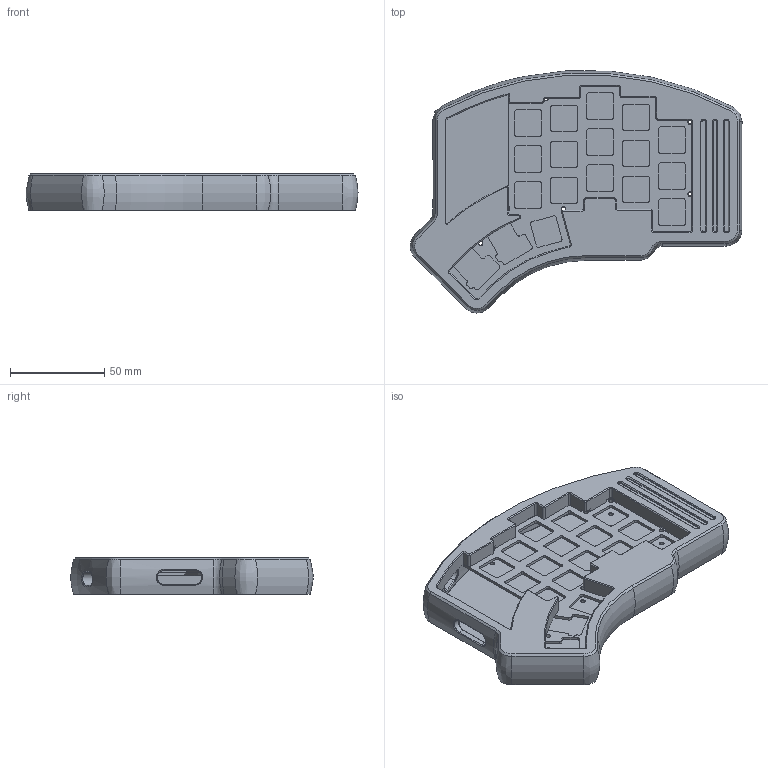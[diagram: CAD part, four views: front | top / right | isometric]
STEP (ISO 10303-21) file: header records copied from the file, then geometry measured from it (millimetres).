
FILE_DESCRIPTION(/* description */ (''),/* implementation_level */ '2;1');
FILE_NAME(/* name */ '36keys v40.step',/* time_stamp */ '2021-05-24T22:31:54+02:00',/* author */ (''),/* organization */ (''),/* preprocessor_version */ 'ST-DEVELOPER v18.1',/* originating_system */ 'Autodesk Translation Framework v10.6.0.1341',/* authorisation */ '');
FILE_SCHEMA (('AUTOMOTIVE_DESIGN { 1 0 10303 214 3 1 1 }'));
Length unit declared in the file: millimetre
Products named in the file (1): 36keys
Bounding box: 175.72 x 128.21 x 19.5 mm (x, y, z)
Volume: 134576.4 mm3; surface area: 74882.8 mm2
Topology: 3 solids, 3 shells, 775 faces, 2081 edges, 1314 vertices
Faces by surface type: cylinder 310, plane 300, cone 140, bspline 20, torus 5
Full cylindrical faces by diameter (mm): 1.623 x3, 2.1 x10, 2.4 x7, 4 x7
Entity records: 24971 total; most frequent: CARTESIAN_POINT 4901, DIRECTION 4348, ORIENTED_EDGE 4144, EDGE_CURVE 2072, AXIS2_PLACEMENT_3D 1560, VERTEX_POINT 1314, LINE 1228, VECTOR 1228
